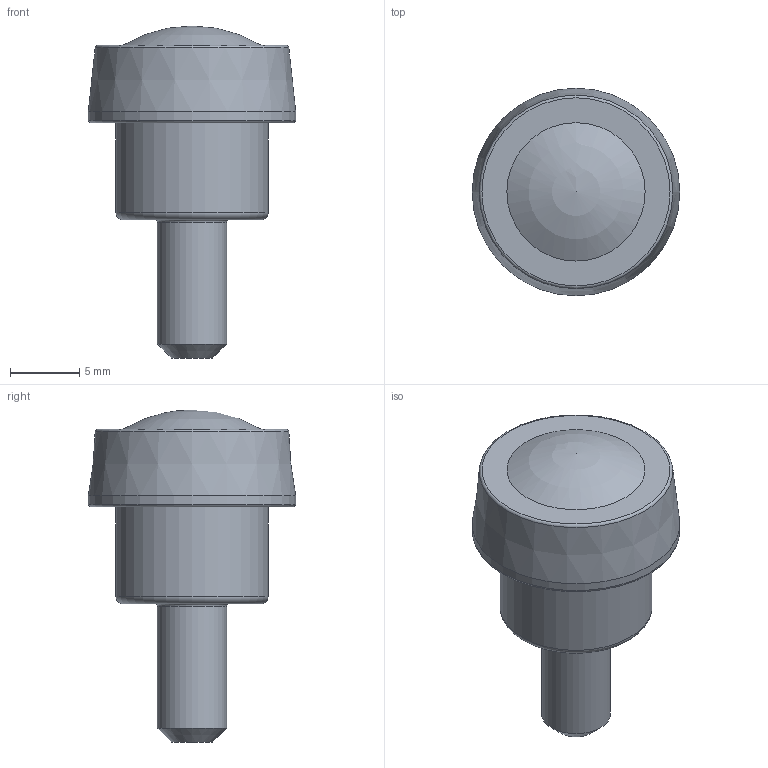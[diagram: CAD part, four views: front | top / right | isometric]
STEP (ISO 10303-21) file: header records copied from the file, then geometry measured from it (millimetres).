
FILE_DESCRIPTION( ( 'Unknown' ), '1' );
FILE_NAME( '6327080_ZP15_M05x10.stp', 'Unknown', ( 'Unknown' ), ( 'Unknown' ), 'PSStep 11.0', 'Unknown', ' ' );
FILE_SCHEMA( ( 'AUTOMOTIVE_DESIGN { 1 0 10303 214 1 1 1 1 }' ) );
Length unit declared in the file: millimetre
Products named in the file (1): 6327080
Bounding box: 15 x 15 x 24 mm (x, y, z)
Volume: 1836.6 mm3; surface area: 1004 mm2
Topology: 1 solids, 2 shells, 17 faces, 31 edges, 19 vertices
Faces by surface type: plane 5, torus 4, cylinder 4, cone 3, sphere 1
Full cylindrical faces by diameter (mm): 5 x2, 11 x1, 15 x1
Entity records: 488 total; most frequent: DIRECTION 68, CARTESIAN_POINT 50, AXIS2_PLACEMENT_3D 34, EDGE_LOOP 32, ORIENTED_EDGE 32, FACE_OUTER_BOUND 25, STYLED_ITEM 17, PRESENTATION_STYLE_ASSIGNMENT 17
